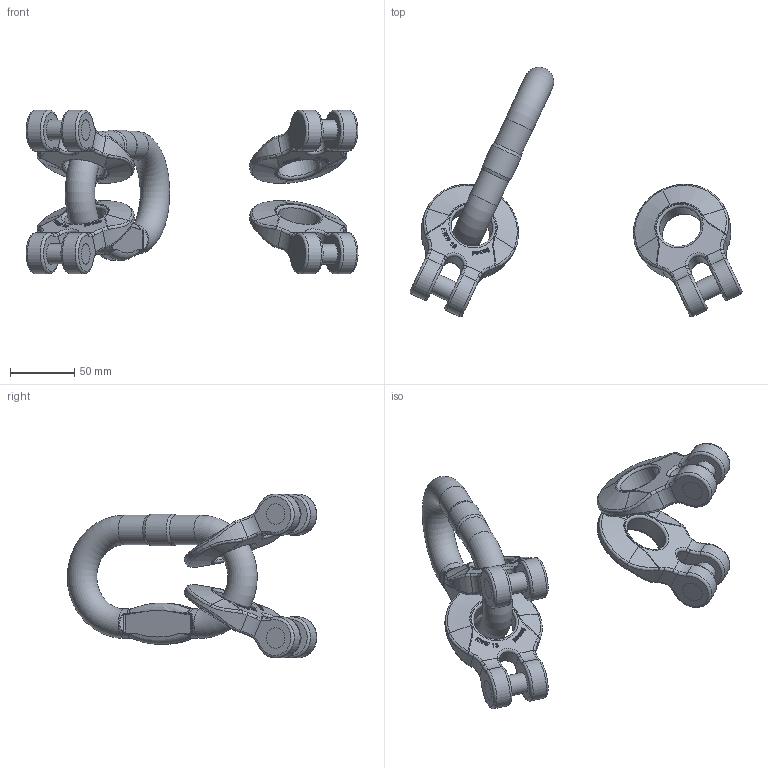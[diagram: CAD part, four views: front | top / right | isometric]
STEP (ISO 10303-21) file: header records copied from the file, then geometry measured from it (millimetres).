
FILE_DESCRIPTION(/* description */ (''),/* implementation_level */ '2;1');
FILE_NAME(/* name */ 'pewag_KAGW_4-13',/* time_stamp */ '2010-03-01T15:44:27+01:00',/* author */ (''),/* organization */ (''),/* preprocessor_version */ 'ST-DEVELOPER v9',/* originating_system */ 'UGS - NX 4.0',/* authorisation */ '');
FILE_SCHEMA (('AUTOMOTIVE_DESIGN { 1 0 10303 214 1 1 1 1 }'));
Length unit declared in the file: millimetre
Products named in the file (1): ritC3FEldad
Bounding box: 258.5 x 194.18 x 127.55 mm (x, y, z)
Volume: 460711 mm3; surface area: 107276.6 mm2
Topology: 9 solids, 9 shells, 1095 faces, 2847 edges, 1810 vertices
Faces by surface type: plane 390, extrusion 372, bspline 142, torus 102, cylinder 71, sphere 16, cone 2
Full cylindrical faces by diameter (mm): 16 x12, 23 x4, 24.725 x1, 33 x4
Entity records: 41080 total; most frequent: CARTESIAN_POINT 17325, ORIENTED_EDGE 5568, DIRECTION 3428, EDGE_CURVE 2784, VERTEX_POINT 1798, B_SPLINE_CURVE_WITH_KNOTS 1694, VECTOR 1404, EDGE_LOOP 1212
